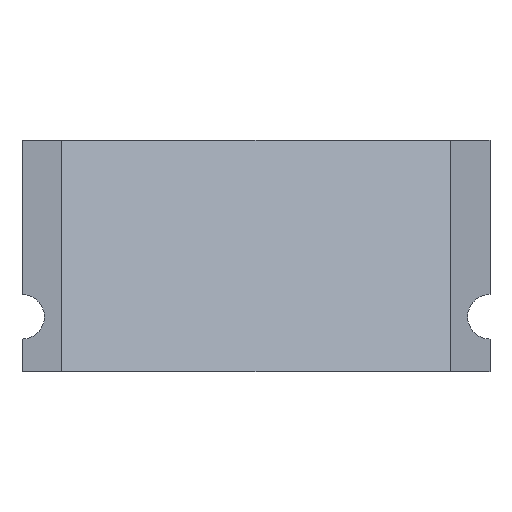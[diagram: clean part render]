
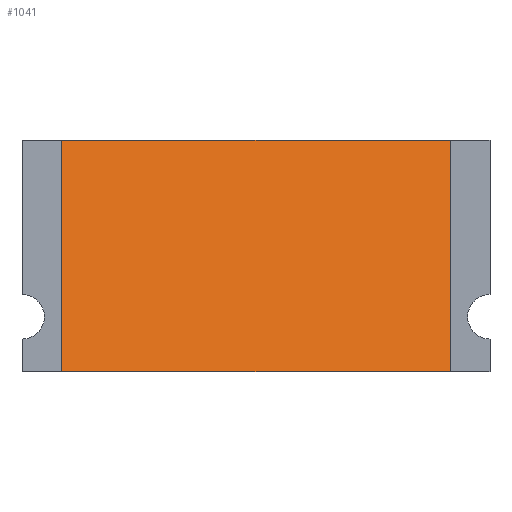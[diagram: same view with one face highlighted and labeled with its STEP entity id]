
A CAD part, front view. The second image highlights one B-rep face of the part: STEP entity #1041.
In plain terms, the highlighted planar face has unit normal (0, -0.966, 0.259).
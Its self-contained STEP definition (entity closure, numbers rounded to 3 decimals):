
#137=FACE_OUTER_BOUND('',#194,.T.);
#194=EDGE_LOOP('',(#891,#892,#893,#894));
#273=LINE('',#1928,#374);
#276=LINE('',#1934,#377);
#279=LINE('',#1938,#380);
#280=LINE('',#1939,#381);
#374=VECTOR('',#1213,10.);
#377=VECTOR('',#1218,10.);
#380=VECTOR('',#1223,10.);
#381=VECTOR('',#1224,10.);
#491=VERTEX_POINT('',#1926);
#492=VERTEX_POINT('',#1927);
#493=VERTEX_POINT('',#1932);
#494=VERTEX_POINT('',#1933);
#629=EDGE_CURVE('',#491,#492,#273,.T.);
#632=EDGE_CURVE('',#493,#494,#276,.T.);
#635=EDGE_CURVE('',#493,#492,#279,.T.);
#636=EDGE_CURVE('',#494,#491,#280,.T.);
#891=ORIENTED_EDGE('',*,*,#629,.T.);
#892=ORIENTED_EDGE('',*,*,#635,.F.);
#893=ORIENTED_EDGE('',*,*,#632,.T.);
#894=ORIENTED_EDGE('',*,*,#636,.T.);
#986=PLANE('',#1090);
#1041=ADVANCED_FACE('',(#137),#986,.T.);
#1090=AXIS2_PLACEMENT_3D('',#1937,#1221,#1222);
#1213=DIRECTION('',(0.,-0.259,-0.966));
#1218=DIRECTION('',(0.,0.259,0.966));
#1221=DIRECTION('center_axis',(0.,-0.966,0.259));
#1222=DIRECTION('ref_axis',(0.,0.259,0.966));
#1223=DIRECTION('',(-1.,0.,0.));
#1224=DIRECTION('',(-1.,0.,0.));
#1926=CARTESIAN_POINT('',(-34.2,-1.092,-167.412));
#1927=CARTESIAN_POINT('',(-34.2,-6.372,-187.117));
#1928=CARTESIAN_POINT('',(-34.2,-5.035,-182.126));
#1932=CARTESIAN_POINT('',(-1.2,-6.372,-187.117));
#1933=CARTESIAN_POINT('',(-1.2,-1.092,-167.412));
#1934=CARTESIAN_POINT('',(-1.2,-5.07,-182.255));
#1937=CARTESIAN_POINT('Origin',(0.,-6.372,-187.117));
#1938=CARTESIAN_POINT('',(0.,-6.372,-187.117));
#1939=CARTESIAN_POINT('',(0.,-1.092,-167.412));
